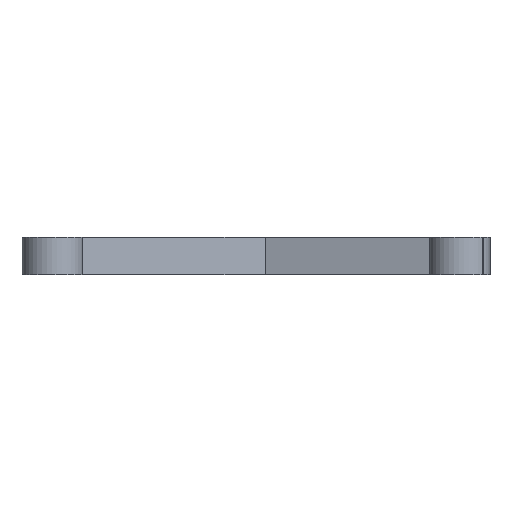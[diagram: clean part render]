
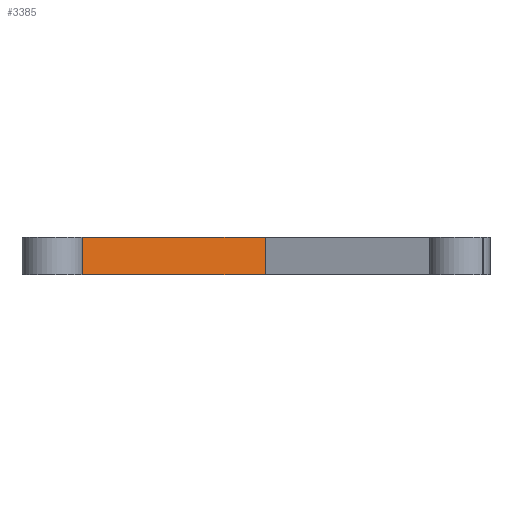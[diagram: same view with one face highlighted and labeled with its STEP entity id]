
A CAD part, front view. The second image highlights one B-rep face of the part: STEP entity #3385.
In plain terms, the highlighted planar face has unit normal (0.242, -0.97, 0).
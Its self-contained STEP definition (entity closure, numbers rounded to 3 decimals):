
#30 = CARTESIAN_POINT ( 'NONE',  ( -29.516, -31.941, 0. ) ) ;
#178 = VERTEX_POINT ( 'NONE', #280 ) ;
#270 = LINE ( 'NONE', #30, #649 ) ;
#280 = CARTESIAN_POINT ( 'NONE',  ( -25.605, -30.965, 5.5 ) ) ;
#311 = LINE ( 'NONE', #1400, #1470 ) ;
#395 = FACE_OUTER_BOUND ( 'NONE', #510, .T. ) ;
#482 = CARTESIAN_POINT ( 'NONE',  ( -25.605, -30.965, 0. ) ) ;
#490 = EDGE_CURVE ( 'NONE', #3023, #1777, #3264, .T. ) ;
#510 = EDGE_LOOP ( 'NONE', ( #3128, #2113, #2537, #1068 ) ) ;
#565 = EDGE_CURVE ( 'NONE', #178, #3023, #311, .T. ) ;
#593 = CARTESIAN_POINT ( 'NONE',  ( 1.355, -24.244, 5.5 ) ) ;
#597 = PLANE ( 'NONE',  #2213 ) ;
#627 = LINE ( 'NONE', #1720, #2038 ) ;
#649 = VECTOR ( 'NONE', #1462, 1000. ) ;
#717 = CARTESIAN_POINT ( 'NONE',  ( 1.355, -24.244, 5.5 ) ) ;
#1068 = ORIENTED_EDGE ( 'NONE', *, *, #565, .F. ) ;
#1124 = CARTESIAN_POINT ( 'NONE',  ( 1.355, -24.244, 0. ) ) ;
#1142 = DIRECTION ( 'NONE',  ( 0., 0., 1. ) ) ;
#1400 = CARTESIAN_POINT ( 'NONE',  ( -29.516, -31.941, 5.5 ) ) ;
#1423 = DIRECTION ( 'NONE',  ( -0.97, -0.242, 0. ) ) ;
#1462 = DIRECTION ( 'NONE',  ( 0.97, 0.242, 0. ) ) ;
#1470 = VECTOR ( 'NONE', #1953, 1000. ) ;
#1486 = CARTESIAN_POINT ( 'NONE',  ( -29.516, -31.941, 5.5 ) ) ;
#1528 = VECTOR ( 'NONE', #2159, 1000. ) ;
#1651 = VERTEX_POINT ( 'NONE', #482 ) ;
#1720 = CARTESIAN_POINT ( 'NONE',  ( -25.605, -30.965, 5.5 ) ) ;
#1777 = VERTEX_POINT ( 'NONE', #1124 ) ;
#1796 = EDGE_CURVE ( 'NONE', #1651, #1777, #270, .T. ) ;
#1953 = DIRECTION ( 'NONE',  ( 0.97, 0.242, 0. ) ) ;
#2038 = VECTOR ( 'NONE', #1142, 1000. ) ;
#2113 = ORIENTED_EDGE ( 'NONE', *, *, #1796, .T. ) ;
#2159 = DIRECTION ( 'NONE',  ( 0., 0., -1. ) ) ;
#2213 = AXIS2_PLACEMENT_3D ( 'NONE', #1486, #2624, #1423 ) ;
#2537 = ORIENTED_EDGE ( 'NONE', *, *, #490, .F. ) ;
#2624 = DIRECTION ( 'NONE',  ( -0.242, 0.97, 0. ) ) ;
#3023 = VERTEX_POINT ( 'NONE', #593 ) ;
#3128 = ORIENTED_EDGE ( 'NONE', *, *, #3152, .F. ) ;
#3152 = EDGE_CURVE ( 'NONE', #1651, #178, #627, .T. ) ;
#3264 = LINE ( 'NONE', #717, #1528 ) ;
#3385 = ADVANCED_FACE ( 'NONE', ( #395 ), #597, .F. ) ;
